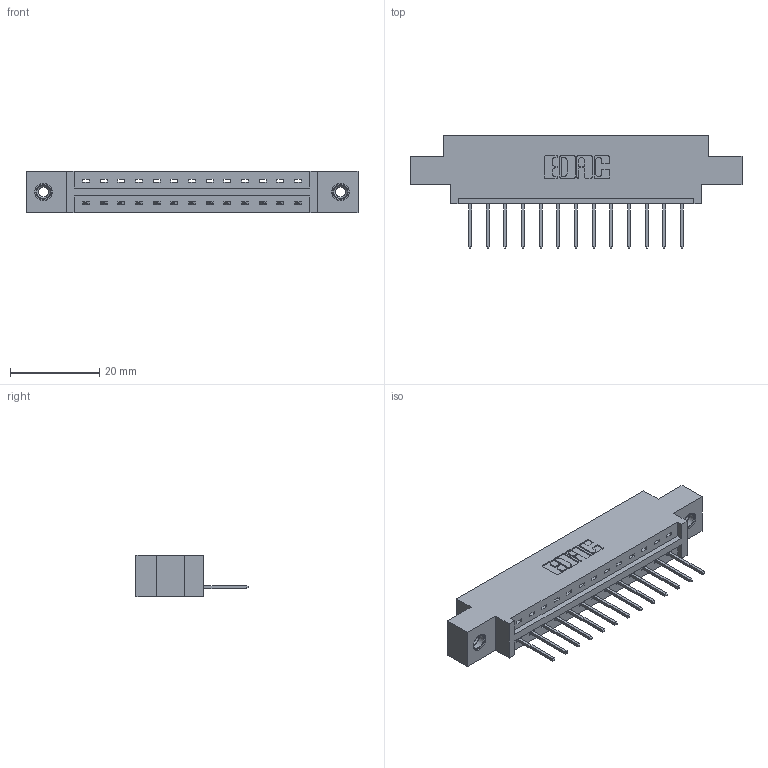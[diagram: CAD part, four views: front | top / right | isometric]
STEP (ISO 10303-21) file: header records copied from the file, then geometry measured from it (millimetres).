
FILE_DESCRIPTION (( 'STEP AP203' ), '1' );
FILE_NAME ('337-013-523-608.STEP', '2018-08-04T06:50:51', ( '' ), ( '' ), 'SwSTEP 2.0', 'SolidWorks 2016', '' );
FILE_SCHEMA (( 'CONFIG_CONTROL_DESIGN' ));
Length unit declared in the file: inch
Products named in the file (4): 337 Part_0.170 Offset - 0.156 Dia-TI; 345-292-001_345-293-123; 345-250-001_345-250-003-102; 337-013-523-608
Assembly tree (16 placements, depth 2):
  337-013-523-608
    337 Part_0.170 Offset - 0.156 Dia-TI
    345-292-001_345-293-123  x13
    345-250-001_345-250-003-102  x2
Bounding box: 74.52 x 25.15 x 9.4 mm (x, y, z)
Volume: 7253.5 mm3; surface area: 7472.1 mm2
Topology: 16 solids, 16 shells, 984 faces, 2903 edges, 1910 vertices
Faces by surface type: plane 704, cylinder 264, cone 12, torus 4
Entity records: 14750 total; most frequent: CARTESIAN_POINT 2548, ORIENTED_EDGE 2490, DIRECTION 2237, EDGE_CURVE 1245, VECTOR 1097, LINE 1097, VERTEX_POINT 824, AXIS2_PLACEMENT_3D 570
